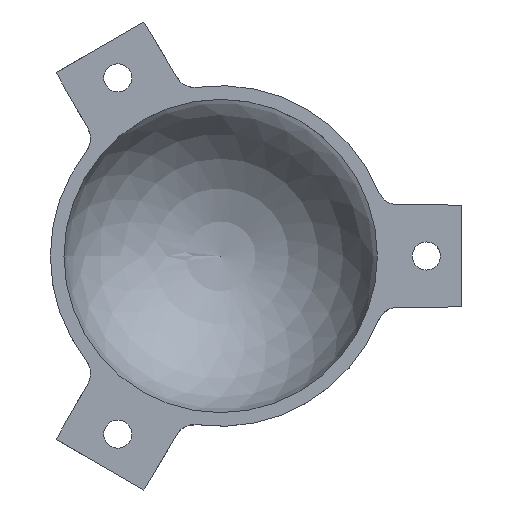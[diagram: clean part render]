
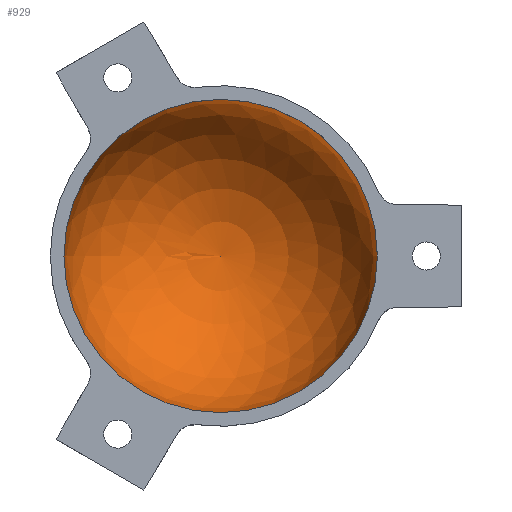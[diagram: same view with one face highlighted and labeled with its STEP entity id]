
A CAD part, top view. The second image highlights one B-rep face of the part: STEP entity #929.
In plain terms, the highlighted spherical face has radius 18.4 mm.
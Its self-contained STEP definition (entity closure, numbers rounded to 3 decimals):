
#16=SPHERICAL_SURFACE('',#1029,18.4);
#169=FACE_OUTER_BOUND('',#231,.T.);
#231=EDGE_LOOP('',(#854,#855,#856));
#343=CIRCLE('',#1028,18.4);
#344=CIRCLE('',#1030,18.4);
#432=VERTEX_POINT('',#2544);
#433=VERTEX_POINT('',#2548);
#573=EDGE_CURVE('',#432,#432,#343,.T.);
#574=EDGE_CURVE('',#432,#433,#344,.T.);
#854=ORIENTED_EDGE('',*,*,#573,.T.);
#855=ORIENTED_EDGE('',*,*,#574,.T.);
#856=ORIENTED_EDGE('',*,*,#574,.F.);
#929=ADVANCED_FACE('',(#169),#16,.F.);
#1028=AXIS2_PLACEMENT_3D('',#2546,#1229,#1230);
#1029=AXIS2_PLACEMENT_3D('',#2547,#1231,#1232);
#1030=AXIS2_PLACEMENT_3D('',#2549,#1233,#1234);
#1229=DIRECTION('center_axis',(0.,0.,1.));
#1230=DIRECTION('ref_axis',(1.,0.,0.));
#1231=DIRECTION('center_axis',(0.,0.,1.));
#1232=DIRECTION('ref_axis',(1.,0.,0.));
#1233=DIRECTION('center_axis',(0.,-1.,0.));
#1234=DIRECTION('ref_axis',(-1.,0.,0.));
#2544=CARTESIAN_POINT('',(-18.4,0.,-3.));
#2546=CARTESIAN_POINT('Origin',(0.,0.,-3.));
#2547=CARTESIAN_POINT('Origin',(0.,0.,-3.));
#2548=CARTESIAN_POINT('',(0.,0.,-21.4));
#2549=CARTESIAN_POINT('Origin',(0.,0.,-3.));
